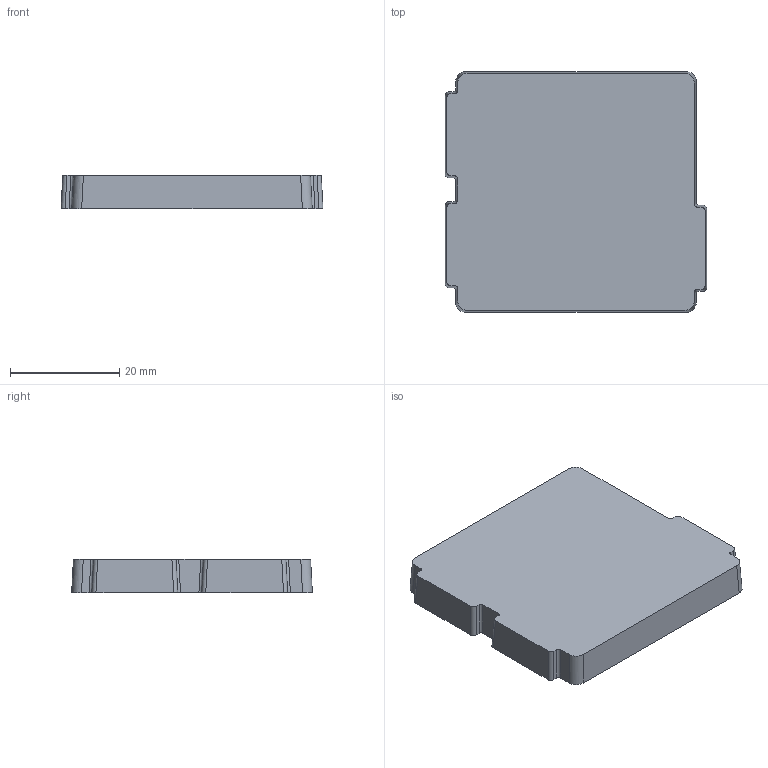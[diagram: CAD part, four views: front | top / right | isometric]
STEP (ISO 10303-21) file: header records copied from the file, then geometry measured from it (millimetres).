
FILE_DESCRIPTION (( 'STEP AP203' ), '1' );
FILE_NAME ('199555(2016)+58360800.STEP', '2017-03-09T05:44:54', ( '' ), ( '' ), 'SwSTEP 2.0', 'SolidWorks 2016', '' );
FILE_SCHEMA (( 'CONFIG_CONTROL_DESIGN' ));
Length unit declared in the file: millimetre
Products named in the file (1): 199555(2016)+58360800
Bounding box: 47.94 x 44.05 x 6.1 mm (x, y, z)
Volume: 12189.3 mm3; surface area: 5098.4 mm2
Topology: 1 solids, 1 shells, 34 faces, 96 edges, 64 vertices
Faces by surface type: plane 18, cylinder 16
Entity records: 1157 total; most frequent: CARTESIAN_POINT 291, ORIENTED_EDGE 192, DIRECTION 134, EDGE_CURVE 96, LINE 64, VECTOR 64, VERTEX_POINT 64, AXIS2_PLACEMENT_3D 35
